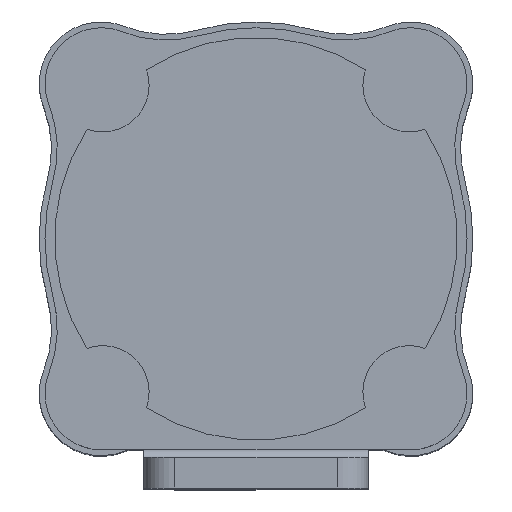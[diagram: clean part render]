
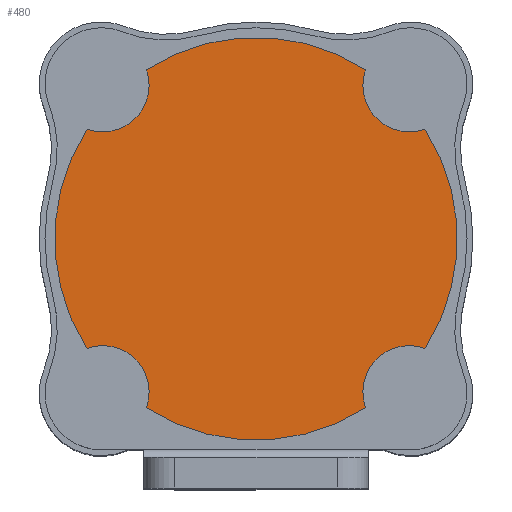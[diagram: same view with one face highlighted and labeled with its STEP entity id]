
A CAD part, top view. The second image highlights one B-rep face of the part: STEP entity #480.
In plain terms, the highlighted planar face has unit normal (0, 0, 1).
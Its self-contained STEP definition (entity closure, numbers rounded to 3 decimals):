
#334=FACE_OUTER_BOUND('',#690,.T.);
#480=ADVANCED_FACE('',(#334),#516,.T.);
#516=PLANE('',#3101);
#690=EDGE_LOOP('',(#1683,#1684,#1685,#1686,#1687,#1688,#1689,#1690));
#931=CIRCLE('',#3085,26.);
#932=CIRCLE('',#3087,6.);
#933=CIRCLE('',#3089,26.);
#934=CIRCLE('',#3091,6.);
#935=CIRCLE('',#3093,26.);
#936=CIRCLE('',#3095,6.);
#937=CIRCLE('',#3097,26.);
#938=CIRCLE('',#3099,6.);
#1683=ORIENTED_EDGE('',*,*,#2380,.T.);
#1684=ORIENTED_EDGE('',*,*,#2383,.T.);
#1685=ORIENTED_EDGE('',*,*,#2385,.T.);
#1686=ORIENTED_EDGE('',*,*,#2387,.T.);
#1687=ORIENTED_EDGE('',*,*,#2389,.T.);
#1688=ORIENTED_EDGE('',*,*,#2391,.T.);
#1689=ORIENTED_EDGE('',*,*,#2393,.T.);
#1690=ORIENTED_EDGE('',*,*,#2394,.T.);
#1995=VERTEX_POINT('',#4803);
#1996=VERTEX_POINT('',#4805);
#1997=VERTEX_POINT('',#4809);
#1998=VERTEX_POINT('',#4813);
#1999=VERTEX_POINT('',#4817);
#2000=VERTEX_POINT('',#4821);
#2001=VERTEX_POINT('',#4825);
#2002=VERTEX_POINT('',#4829);
#2380=EDGE_CURVE('',#1996,#1995,#931,.T.);
#2383=EDGE_CURVE('',#1995,#1997,#932,.T.);
#2385=EDGE_CURVE('',#1997,#1998,#933,.T.);
#2387=EDGE_CURVE('',#1998,#1999,#934,.T.);
#2389=EDGE_CURVE('',#1999,#2000,#935,.T.);
#2391=EDGE_CURVE('',#2000,#2001,#936,.T.);
#2393=EDGE_CURVE('',#2001,#2002,#937,.T.);
#2394=EDGE_CURVE('',#2002,#1996,#938,.T.);
#3085=AXIS2_PLACEMENT_3D('',#4804,#3971,#3972);
#3087=AXIS2_PLACEMENT_3D('',#4810,#3977,#3978);
#3089=AXIS2_PLACEMENT_3D('',#4814,#3982,#3983);
#3091=AXIS2_PLACEMENT_3D('',#4818,#3987,#3988);
#3093=AXIS2_PLACEMENT_3D('',#4822,#3992,#3993);
#3095=AXIS2_PLACEMENT_3D('',#4826,#3997,#3998);
#3097=AXIS2_PLACEMENT_3D('',#4830,#4002,#4003);
#3099=AXIS2_PLACEMENT_3D('',#4832,#4006,#4007);
#3101=AXIS2_PLACEMENT_3D('',#4834,#4010,#4011);
#3971=DIRECTION('',(0.,0.,1.));
#3972=DIRECTION('',(1.,0.,0.));
#3977=DIRECTION('',(0.,0.,-1.));
#3978=DIRECTION('',(1.,0.,0.));
#3982=DIRECTION('',(0.,0.,1.));
#3983=DIRECTION('',(1.,0.,0.));
#3987=DIRECTION('',(0.,0.,-1.));
#3988=DIRECTION('',(1.,0.,0.));
#3992=DIRECTION('',(0.,0.,1.));
#3993=DIRECTION('',(1.,0.,0.));
#3997=DIRECTION('',(0.,0.,-1.));
#3998=DIRECTION('',(1.,0.,0.));
#4002=DIRECTION('',(0.,0.,1.));
#4003=DIRECTION('',(1.,0.,0.));
#4006=DIRECTION('',(0.,0.,-1.));
#4007=DIRECTION('',(1.,0.,0.));
#4010=DIRECTION('',(0.,0.,1.));
#4011=DIRECTION('',(1.,0.,0.));
#4803=CARTESIAN_POINT('',(5.491,20.126,72.7));
#4804=CARTESIAN_POINT('',(27.305,34.273,72.7));
#4805=CARTESIAN_POINT('',(5.491,48.421,72.7));
#4809=CARTESIAN_POINT('',(13.158,12.459,72.7));
#4810=CARTESIAN_POINT('',(7.506,14.474,72.7));
#4813=CARTESIAN_POINT('',(41.453,12.459,72.7));
#4814=CARTESIAN_POINT('',(27.305,34.273,72.7));
#4817=CARTESIAN_POINT('',(49.119,20.126,72.7));
#4818=CARTESIAN_POINT('',(47.104,14.474,72.7));
#4821=CARTESIAN_POINT('',(49.119,48.421,72.7));
#4822=CARTESIAN_POINT('',(27.305,34.273,72.7));
#4825=CARTESIAN_POINT('',(41.453,56.087,72.7));
#4826=CARTESIAN_POINT('',(47.104,54.072,72.7));
#4829=CARTESIAN_POINT('',(13.158,56.087,72.7));
#4830=CARTESIAN_POINT('',(27.305,34.273,72.7));
#4832=CARTESIAN_POINT('',(7.506,54.072,72.7));
#4834=CARTESIAN_POINT('',(17.406,24.374,72.7));
